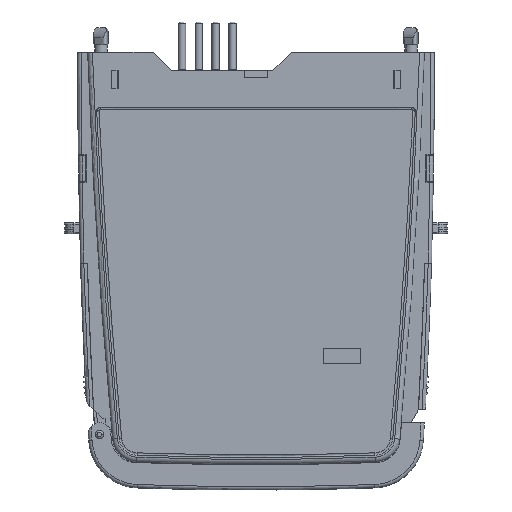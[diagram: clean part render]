
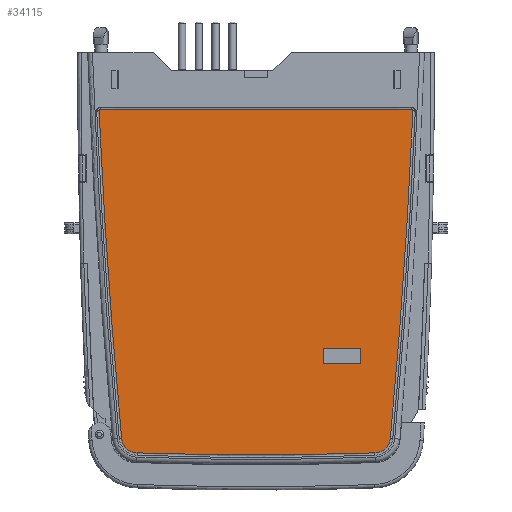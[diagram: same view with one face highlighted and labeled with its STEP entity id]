
A CAD part, front view. The second image highlights one B-rep face of the part: STEP entity #34115.
In plain terms, the highlighted planar face has unit normal (0, -1, 0).
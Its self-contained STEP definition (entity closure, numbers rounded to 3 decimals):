
#7471=CARTESIAN_POINT('',(35.304,-2.1,-118.956));
#7484=CARTESIAN_POINT('',(39.898,-2.1,-114.621));
#7497=CARTESIAN_POINT('',(-35.304,-2.1,-118.956));
#7510=CARTESIAN_POINT('',(-39.898,-2.1,-114.621));
#7523=CARTESIAN_POINT('',(-46.598,-2.1,-17.413));
#7529=CARTESIAN_POINT('',(-46.312,-2.1,-17.114));
#7535=CARTESIAN_POINT('',(46.312,-2.1,-17.114));
#7548=CARTESIAN_POINT('',(46.598,-2.1,-17.413));
#7550=CARTESIAN_POINT('',(-1905.319,-2.1,68.281));
#7551=DIRECTION('',(0.,-1.,0.));
#7552=DIRECTION('',(0.996,0.,-0.094));
#7553=AXIS2_PLACEMENT_3D('',#7550,#7551,#7552);
#7555=CARTESIAN_POINT('',(35.133,-2.1,-114.173));
#7556=DIRECTION('',(0.,-1.,0.));
#7557=DIRECTION('',(0.036,0.,-0.999));
#7558=AXIS2_PLACEMENT_3D('',#7555,#7556,#7557);
#7560=CARTESIAN_POINT('',(0.,-2.1,870.));
#7561=DIRECTION('',(0.,-1.,0.));
#7562=DIRECTION('',(-0.036,0.,-0.999));
#7563=AXIS2_PLACEMENT_3D('',#7560,#7561,#7562);
#7565=CARTESIAN_POINT('',(-35.133,-2.1,-114.173));
#7566=DIRECTION('',(0.,-1.,0.));
#7567=DIRECTION('',(-0.996,0.,-0.094));
#7568=AXIS2_PLACEMENT_3D('',#7565,#7566,#7567);
#7570=CARTESIAN_POINT('',(1905.319,-2.1,68.281));
#7571=DIRECTION('',(0.,-1.,0.));
#7572=DIRECTION('',(-0.999,0.,-0.044));
#7573=AXIS2_PLACEMENT_3D('',#7570,#7571,#7572);
#7575=CARTESIAN_POINT('',(-46.312,-2.1,-17.4));
#7576=DIRECTION('',(0.,-1.,0.));
#7577=DIRECTION('',(0.,0.,1.));
#7578=AXIS2_PLACEMENT_3D('',#7575,#7576,#7577);
#7580=DIRECTION('',(-1.,0.,0.));
#7581=VECTOR('',#7580,92.624);
#7582=CARTESIAN_POINT('',(46.312,-2.1,-17.114));
#7583=LINE('',#7582,#7581);
#7584=CARTESIAN_POINT('',(46.312,-2.1,-17.4));
#7585=DIRECTION('',(0.,-1.,0.));
#7586=DIRECTION('',(0.999,0.,-0.044));
#7587=AXIS2_PLACEMENT_3D('',#7584,#7585,#7586);
#7589=DIRECTION('',(0.,0.,1.));
#7590=VECTOR('',#7589,4.5);
#7591=CARTESIAN_POINT('',(31.,-2.1,-92.5));
#7592=LINE('',#7591,#7590);
#7593=DIRECTION('',(-1.,0.,0.));
#7594=VECTOR('',#7593,11.);
#7595=CARTESIAN_POINT('',(31.,-2.1,-88.));
#7596=LINE('',#7595,#7594);
#7597=DIRECTION('',(0.,0.,-1.));
#7598=VECTOR('',#7597,4.5);
#7599=CARTESIAN_POINT('',(20.,-2.1,-88.));
#7600=LINE('',#7599,#7598);
#7601=DIRECTION('',(1.,0.,0.));
#7602=VECTOR('',#7601,11.);
#7603=CARTESIAN_POINT('',(20.,-2.1,-92.5));
#7604=LINE('',#7603,#7602);
#20694=CARTESIAN_POINT('',(31.,-2.1,-92.5));
#20695=CARTESIAN_POINT('',(31.,-2.1,-88.));
#20696=VERTEX_POINT('',#20694);
#20697=VERTEX_POINT('',#20695);
#20698=CARTESIAN_POINT('',(20.,-2.1,-88.));
#20699=VERTEX_POINT('',#20698);
#20700=CARTESIAN_POINT('',(20.,-2.1,-92.5));
#20701=VERTEX_POINT('',#20700);
#21039=VERTEX_POINT('',#7484);
#21040=VERTEX_POINT('',#7548);
#21041=VERTEX_POINT('',#7535);
#21042=VERTEX_POINT('',#7529);
#21043=VERTEX_POINT('',#7523);
#21044=VERTEX_POINT('',#7510);
#21045=VERTEX_POINT('',#7497);
#21046=VERTEX_POINT('',#7471);
#34090=CARTESIAN_POINT('',(0.,-2.1,0.));
#34091=DIRECTION('',(0.,-1.,0.));
#34092=DIRECTION('',(-1.,0.,0.));
#34093=AXIS2_PLACEMENT_3D('',#34090,#34091,#34092);
#34094=PLANE('',#34093);
#34095=ORIENTED_EDGE('',*,*,#33708,.F.);
#34096=ORIENTED_EDGE('',*,*,#33771,.F.);
#34097=ORIENTED_EDGE('',*,*,#33818,.F.);
#34098=ORIENTED_EDGE('',*,*,#33880,.F.);
#34099=ORIENTED_EDGE('',*,*,#33927,.F.);
#34100=ORIENTED_EDGE('',*,*,#33984,.F.);
#34101=ORIENTED_EDGE('',*,*,#34021,.F.);
#34102=ORIENTED_EDGE('',*,*,#34077,.F.);
#34103=EDGE_LOOP('',(#34095,#34096,#34097,#34098,#34099,#34100,#34101,#34102));
#34104=FACE_OUTER_BOUND('',#34103,.F.);
#34106=ORIENTED_EDGE('',*,*,#34105,.T.);
#34108=ORIENTED_EDGE('',*,*,#34107,.T.);
#34110=ORIENTED_EDGE('',*,*,#34109,.T.);
#34112=ORIENTED_EDGE('',*,*,#34111,.T.);
#34113=EDGE_LOOP('',(#34106,#34108,#34110,#34112));
#34114=FACE_BOUND('',#34113,.F.);
#34115=ADVANCED_FACE('',(#34104,#34114),#34094,.T.);
#7554=CIRCLE('',#7553,1953.797);
#7559=CIRCLE('',#7558,4.786);
#7564=CIRCLE('',#7563,989.586);
#7569=CIRCLE('',#7568,4.786);
#7574=CIRCLE('',#7573,1953.797);
#7579=CIRCLE('',#7578,0.286);
#7588=CIRCLE('',#7587,0.286);
#33708=EDGE_CURVE('',#21039,#21040,#7554,.T.);
#33771=EDGE_CURVE('',#21046,#21039,#7559,.T.);
#33818=EDGE_CURVE('',#21045,#21046,#7564,.T.);
#33880=EDGE_CURVE('',#21044,#21045,#7569,.T.);
#33927=EDGE_CURVE('',#21043,#21044,#7574,.T.);
#33984=EDGE_CURVE('',#21042,#21043,#7579,.T.);
#34021=EDGE_CURVE('',#21041,#21042,#7583,.T.);
#34077=EDGE_CURVE('',#21040,#21041,#7588,.T.);
#34105=EDGE_CURVE('',#20696,#20697,#7592,.T.);
#34107=EDGE_CURVE('',#20697,#20699,#7596,.T.);
#34109=EDGE_CURVE('',#20699,#20701,#7600,.T.);
#34111=EDGE_CURVE('',#20701,#20696,#7604,.T.);
